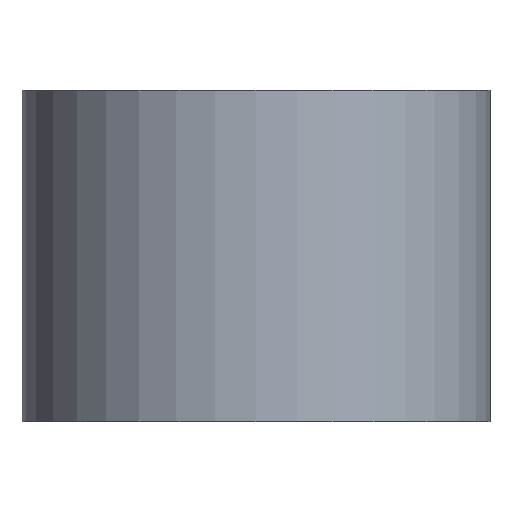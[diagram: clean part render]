
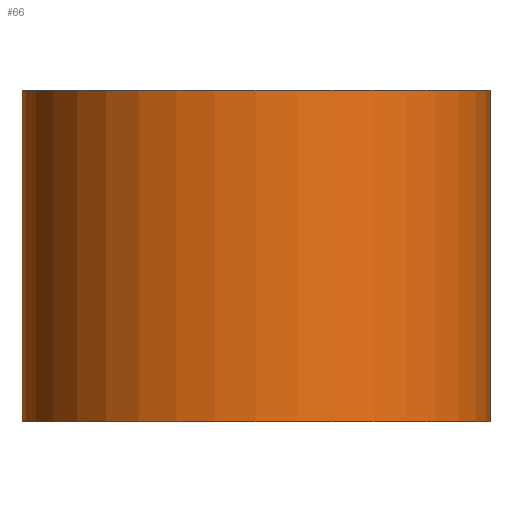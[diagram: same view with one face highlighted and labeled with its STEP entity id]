
A CAD part, front view. The second image highlights one B-rep face of the part: STEP entity #66.
In plain terms, the highlighted cylindrical face has radius 3 mm (diameter 6 mm), a full revolution.
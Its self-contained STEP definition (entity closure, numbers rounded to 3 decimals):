
#19=LINE('',#127,#21);
#21=VECTOR('',#107,3.);
#23=CYLINDRICAL_SURFACE('',#87,3.);
#28=FACE_OUTER_BOUND('',#33,.T.);
#33=EDGE_LOOP('',(#53,#54,#55,#56));
#37=CIRCLE('',#85,3.);
#39=CIRCLE('',#88,3.);
#41=VERTEX_POINT('',#120);
#43=VERTEX_POINT('',#125);
#45=EDGE_CURVE('',#41,#41,#37,.T.);
#47=EDGE_CURVE('',#43,#43,#39,.T.);
#48=EDGE_CURVE('',#43,#41,#19,.T.);
#53=ORIENTED_EDGE('',*,*,#47,.T.);
#54=ORIENTED_EDGE('',*,*,#48,.T.);
#55=ORIENTED_EDGE('',*,*,#45,.T.);
#56=ORIENTED_EDGE('',*,*,#48,.F.);
#66=ADVANCED_FACE('',(#28),#23,.T.);
#85=AXIS2_PLACEMENT_3D('',#121,#99,#100);
#87=AXIS2_PLACEMENT_3D('',#124,#103,#104);
#88=AXIS2_PLACEMENT_3D('',#126,#105,#106);
#99=DIRECTION('center_axis',(0.,0.,
1.));
#100=DIRECTION('ref_axis',(1.,0.,0.));
#103=DIRECTION('center_axis',(0.,0.,1.));
#104=DIRECTION('ref_axis',(1.,0.,0.));
#105=DIRECTION('center_axis',(0.,0.,
-1.));
#106=DIRECTION('ref_axis',(1.,0.,0.));
#107=DIRECTION('',(0.,0.,-1.));
#120=CARTESIAN_POINT('',(232.684,-105.011,-3.368));
#121=CARTESIAN_POINT('Origin',(235.684,-105.011,-3.368));
#124=CARTESIAN_POINT('Origin',(235.684,-105.011,-4.238));
#125=CARTESIAN_POINT('',(232.684,-105.011,0.882));
#126=CARTESIAN_POINT('Origin',(235.684,-105.011,0.882));
#127=CARTESIAN_POINT('',(232.684,-105.011,-4.238));
